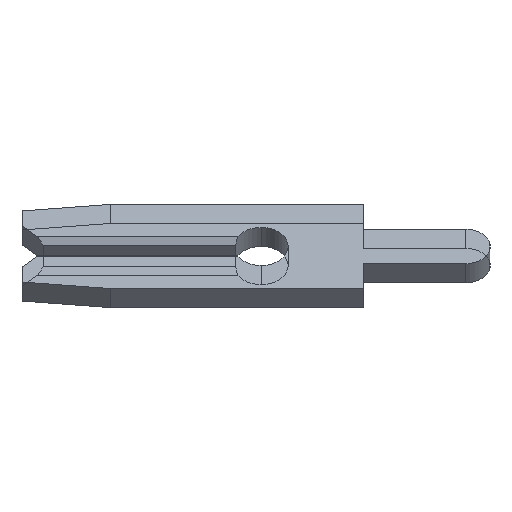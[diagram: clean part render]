
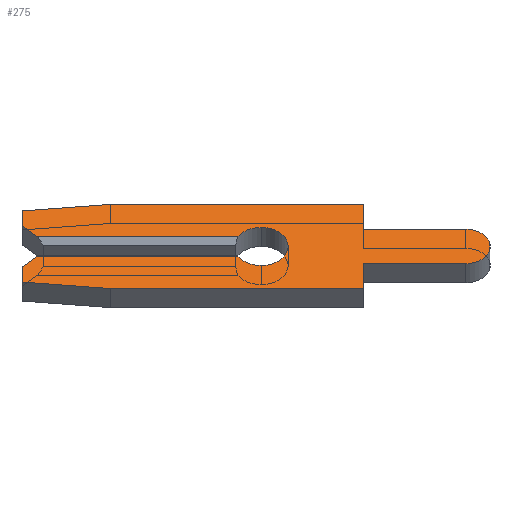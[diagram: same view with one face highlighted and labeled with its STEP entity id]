
A CAD part, left-side view. The second image highlights one B-rep face of the part: STEP entity #275.
In plain terms, the highlighted face is planar.
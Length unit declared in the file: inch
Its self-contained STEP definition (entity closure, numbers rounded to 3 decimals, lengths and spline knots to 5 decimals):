
#32 = LINE ( 'NONE', #1344, #561 ) ;
#60 = DIRECTION ( 'NONE',  ( 0., 1., 0. ) ) ;
#91 = VECTOR ( 'NONE', #2140, 39.37008 ) ;
#122 = ORIENTED_EDGE ( 'NONE', *, *, #1679, .F. ) ;
#131 = LINE ( 'NONE', #567, #1155 ) ;
#149 = CARTESIAN_POINT ( 'NONE',  ( -0.013, 0.216, 0.013 ) ) ;
#173 = DIRECTION ( 'NONE',  ( 0., -0.707, 0.707 ) ) ;
#182 = EDGE_CURVE ( 'NONE', #2032, #320, #131, .T. ) ;
#222 = LINE ( 'NONE', #1833, #2429 ) ;
#268 = ORIENTED_EDGE ( 'NONE', *, *, #2053, .F. ) ;
#275 = ADVANCED_FACE ( 'NONE', ( #2330 ), #2112, .F. ) ;
#305 = DIRECTION ( 'NONE',  ( 0., 0., -1. ) ) ;
#320 = VERTEX_POINT ( 'NONE', #865 ) ;
#370 = DIRECTION ( 'NONE',  ( 0., 0., -1. ) ) ;
#393 = VERTEX_POINT ( 'NONE', #625 ) ;
#406 = CARTESIAN_POINT ( 'NONE',  ( -0.013, -0.099, 0.0235 ) ) ;
#409 = DIRECTION ( 'NONE',  ( 1., 0., 0. ) ) ;
#440 = AXIS2_PLACEMENT_3D ( 'NONE', #1591, #1786, #2634 ) ;
#448 = DIRECTION ( 'NONE',  ( 0., 0., -1. ) ) ;
#468 = CARTESIAN_POINT ( 'NONE',  ( -0.013, 0.146, 0.0575 ) ) ;
#488 = EDGE_CURVE ( 'NONE', #2105, #2587, #32, .T. ) ;
#501 = EDGE_LOOP ( 'NONE', ( #1008, #896, #2588, #1378, #122, #2328, #1235, #603, #1118, #799, #2208, #2097, #887, #1714, #268, #2530, #2131, #2658 ) ) ;
#513 = VERTEX_POINT ( 'NONE', #1745 ) ;
#520 = DIRECTION ( 'NONE',  ( 0., 0.707, 0.707 ) ) ;
#533 = CARTESIAN_POINT ( 'NONE',  ( -0.013, 0.2105, 0.0075 ) ) ;
#539 = VERTEX_POINT ( 'NONE', #918 ) ;
#561 = VECTOR ( 'NONE', #1921, 39.37008 ) ;
#567 = CARTESIAN_POINT ( 'NONE',  ( -0.013, 0.2105, -0.0075 ) ) ;
#593 = VECTOR ( 'NONE', #1041, 39.37008 ) ;
#594 = EDGE_CURVE ( 'NONE', #2645, #393, #1318, .T. ) ;
#603 = ORIENTED_EDGE ( 'NONE', *, *, #2599, .F. ) ;
#625 = CARTESIAN_POINT ( 'NONE',  ( -0.013, -0.099, -0.0575 ) ) ;
#637 = VECTOR ( 'NONE', #60, 39.37008 ) ;
#640 = CARTESIAN_POINT ( 'NONE',  ( -0.013, 0.231, 0.013 ) ) ;
#647 = CARTESIAN_POINT ( 'NONE',  ( -0.013, 0.231, 0.04857 ) ) ;
#667 = CIRCLE ( 'NONE', #1140, 0.026 ) ;
#744 = VECTOR ( 'NONE', #448, 39.37008 ) ;
#769 = CARTESIAN_POINT ( 'NONE',  ( -0.013, 0.231, -0.04857 ) ) ;
#799 = ORIENTED_EDGE ( 'NONE', *, *, #594, .F. ) ;
#810 = LINE ( 'NONE', #1259, #2492 ) ;
#833 = EDGE_CURVE ( 'NONE', #393, #1687, #1083, .T. ) ;
#835 = CARTESIAN_POINT ( 'NONE',  ( -0.013, 0.146, 0.0575 ) ) ;
#865 = CARTESIAN_POINT ( 'NONE',  ( -0.013, 0.216, -0.013 ) ) ;
#878 = VECTOR ( 'NONE', #2640, 39.37008 ) ;
#882 = LINE ( 'NONE', #835, #593 ) ;
#887 = ORIENTED_EDGE ( 'NONE', *, *, #488, .F. ) ;
#896 = ORIENTED_EDGE ( 'NONE', *, *, #2311, .F. ) ;
#918 = CARTESIAN_POINT ( 'NONE',  ( -0.013, 0., 0.026 ) ) ;
#935 = AXIS2_PLACEMENT_3D ( 'NONE', #1172, #2017, #305 ) ;
#975 = LINE ( 'NONE', #640, #91 ) ;
#1008 = ORIENTED_EDGE ( 'NONE', *, *, #2183, .T. ) ;
#1013 = CARTESIAN_POINT ( 'NONE',  ( -0.013, 0., 0. ) ) ;
#1029 = DIRECTION ( 'NONE',  ( 0., -1., 0. ) ) ;
#1041 = DIRECTION ( 'NONE',  ( 0., -1., 0. ) ) ;
#1063 = EDGE_CURVE ( 'NONE', #1447, #2032, #1966, .T. ) ;
#1083 = LINE ( 'NONE', #1783, #637 ) ;
#1118 = ORIENTED_EDGE ( 'NONE', *, *, #833, .F. ) ;
#1140 = AXIS2_PLACEMENT_3D ( 'NONE', #2322, #1885, #2124 ) ;
#1141 = CARTESIAN_POINT ( 'NONE',  ( -0.013, 0.231, -0.04857 ) ) ;
#1155 = VECTOR ( 'NONE', #173, 39.37008 ) ;
#1172 = CARTESIAN_POINT ( 'NONE',  ( -0.013, 0., 0. ) ) ;
#1225 = CARTESIAN_POINT ( 'NONE',  ( -0.013, 0.02252, -0.013 ) ) ;
#1235 = ORIENTED_EDGE ( 'NONE', *, *, #1063, .F. ) ;
#1259 = CARTESIAN_POINT ( 'NONE',  ( -0.013, 0., -0.013 ) ) ;
#1272 = DIRECTION ( 'NONE',  ( 0., -0.995, 0.105 ) ) ;
#1318 = LINE ( 'NONE', #1530, #744 ) ;
#1344 = CARTESIAN_POINT ( 'NONE',  ( -0.013, -0.099, 0.0235 ) ) ;
#1366 = CARTESIAN_POINT ( 'NONE',  ( -0.013, -0.099, -0.0235 ) ) ;
#1370 = CARTESIAN_POINT ( 'NONE',  ( -0.013, 0.231, -0.028 ) ) ;
#1374 = VERTEX_POINT ( 'NONE', #2473 ) ;
#1378 = ORIENTED_EDGE ( 'NONE', *, *, #2113, .F. ) ;
#1423 = VERTEX_POINT ( 'NONE', #1428 ) ;
#1428 = CARTESIAN_POINT ( 'NONE',  ( -0.013, 0., -0.026 ) ) ;
#1435 = VERTEX_POINT ( 'NONE', #1225 ) ;
#1444 = CARTESIAN_POINT ( 'NONE',  ( -0.013, 0.231, -0.028 ) ) ;
#1445 = CIRCLE ( 'NONE', #1469, 0.026 ) ;
#1447 = VERTEX_POINT ( 'NONE', #769 ) ;
#1459 = DIRECTION ( 'NONE',  ( 0., 0., -1. ) ) ;
#1469 = AXIS2_PLACEMENT_3D ( 'NONE', #1013, #2278, #1459 ) ;
#1472 = DIRECTION ( 'NONE',  ( 0., 0., -1. ) ) ;
#1480 = CARTESIAN_POINT ( 'NONE',  ( -0.013, -0.099, 0.0575 ) ) ;
#1530 = CARTESIAN_POINT ( 'NONE',  ( -0.013, -0.099, -0.0575 ) ) ;
#1540 = LINE ( 'NONE', #533, #1924 ) ;
#1555 = EDGE_CURVE ( 'NONE', #1603, #1374, #1540, .T. ) ;
#1591 = CARTESIAN_POINT ( 'NONE',  ( -0.013, -0.1975, 0. ) ) ;
#1603 = VERTEX_POINT ( 'NONE', #149 ) ;
#1627 = VERTEX_POINT ( 'NONE', #1632 ) ;
#1632 = CARTESIAN_POINT ( 'NONE',  ( -0.013, 0.231, 0.04857 ) ) ;
#1637 = CIRCLE ( 'NONE', #440, 0.0235 ) ;
#1679 = EDGE_CURVE ( 'NONE', #320, #1435, #810, .T. ) ;
#1687 = VERTEX_POINT ( 'NONE', #2510 ) ;
#1714 = ORIENTED_EDGE ( 'NONE', *, *, #1914, .F. ) ;
#1745 = CARTESIAN_POINT ( 'NONE',  ( -0.013, -0.1975, -0.0235 ) ) ;
#1746 = EDGE_CURVE ( 'NONE', #1423, #539, #1445, .T. ) ;
#1762 = AXIS2_PLACEMENT_3D ( 'NONE', #2119, #409, #1472 ) ;
#1783 = CARTESIAN_POINT ( 'NONE',  ( -0.013, 0.146, -0.0575 ) ) ;
#1786 = DIRECTION ( 'NONE',  ( 1., 0., 0. ) ) ;
#1797 = VECTOR ( 'NONE', #1848, 39.37008 ) ;
#1828 = VECTOR ( 'NONE', #2438, 39.37008 ) ;
#1833 = CARTESIAN_POINT ( 'NONE',  ( -0.013, 0.231, 0.028 ) ) ;
#1848 = DIRECTION ( 'NONE',  ( 0., 1., 0. ) ) ;
#1861 = VECTOR ( 'NONE', #370, 39.37008 ) ;
#1885 = DIRECTION ( 'NONE',  ( -1., 0., 0. ) ) ;
#1886 = LINE ( 'NONE', #2607, #1797 ) ;
#1895 = EDGE_CURVE ( 'NONE', #1374, #1627, #222, .T. ) ;
#1914 = EDGE_CURVE ( 'NONE', #2680, #2105, #2055, .T. ) ;
#1921 = DIRECTION ( 'NONE',  ( 0., -1., 0. ) ) ;
#1924 = VECTOR ( 'NONE', #520, 39.37008 ) ;
#1966 = LINE ( 'NONE', #1370, #1828 ) ;
#2012 = EDGE_CURVE ( 'NONE', #513, #2645, #1886, .T. ) ;
#2017 = DIRECTION ( 'NONE',  ( -1., 0., 0. ) ) ;
#2032 = VERTEX_POINT ( 'NONE', #1444 ) ;
#2052 = CIRCLE ( 'NONE', #935, 0.026 ) ;
#2053 = EDGE_CURVE ( 'NONE', #2556, #2680, #882, .T. ) ;
#2055 = LINE ( 'NONE', #1480, #1861 ) ;
#2097 = ORIENTED_EDGE ( 'NONE', *, *, #2635, .F. ) ;
#2099 = LINE ( 'NONE', #647, #2166 ) ;
#2105 = VERTEX_POINT ( 'NONE', #406 ) ;
#2112 = PLANE ( 'NONE',  #1762 ) ;
#2113 = EDGE_CURVE ( 'NONE', #1435, #1423, #667, .T. ) ;
#2119 = CARTESIAN_POINT ( 'NONE',  ( -0.013, 0., 0. ) ) ;
#2124 = DIRECTION ( 'NONE',  ( 0., 0., -1. ) ) ;
#2131 = ORIENTED_EDGE ( 'NONE', *, *, #1895, .F. ) ;
#2140 = DIRECTION ( 'NONE',  ( 0., -1., 0. ) ) ;
#2166 = VECTOR ( 'NONE', #1272, 39.37008 ) ;
#2178 = CARTESIAN_POINT ( 'NONE',  ( -0.013, 0.02252, 0.013 ) ) ;
#2183 = EDGE_CURVE ( 'NONE', #1603, #2400, #975, .T. ) ;
#2188 = LINE ( 'NONE', #1141, #878 ) ;
#2208 = ORIENTED_EDGE ( 'NONE', *, *, #2012, .F. ) ;
#2212 = CARTESIAN_POINT ( 'NONE',  ( -0.013, -0.099, 0.0575 ) ) ;
#2278 = DIRECTION ( 'NONE',  ( -1., 0., 0. ) ) ;
#2311 = EDGE_CURVE ( 'NONE', #539, #2400, #2052, .T. ) ;
#2322 = CARTESIAN_POINT ( 'NONE',  ( -0.013, 0., 0. ) ) ;
#2328 = ORIENTED_EDGE ( 'NONE', *, *, #182, .F. ) ;
#2330 = FACE_OUTER_BOUND ( 'NONE', #501, .T. ) ;
#2331 = EDGE_CURVE ( 'NONE', #1627, #2556, #2099, .T. ) ;
#2400 = VERTEX_POINT ( 'NONE', #2178 ) ;
#2407 = CARTESIAN_POINT ( 'NONE',  ( -0.013, -0.1975, 0.0235 ) ) ;
#2429 = VECTOR ( 'NONE', #2499, 39.37008 ) ;
#2438 = DIRECTION ( 'NONE',  ( 0., 0., 1. ) ) ;
#2473 = CARTESIAN_POINT ( 'NONE',  ( -0.013, 0.231, 0.028 ) ) ;
#2492 = VECTOR ( 'NONE', #1029, 39.37008 ) ;
#2499 = DIRECTION ( 'NONE',  ( 0., 0., 1. ) ) ;
#2510 = CARTESIAN_POINT ( 'NONE',  ( -0.013, 0.146, -0.0575 ) ) ;
#2530 = ORIENTED_EDGE ( 'NONE', *, *, #2331, .F. ) ;
#2556 = VERTEX_POINT ( 'NONE', #468 ) ;
#2587 = VERTEX_POINT ( 'NONE', #2407 ) ;
#2588 = ORIENTED_EDGE ( 'NONE', *, *, #1746, .F. ) ;
#2599 = EDGE_CURVE ( 'NONE', #1687, #1447, #2188, .T. ) ;
#2607 = CARTESIAN_POINT ( 'NONE',  ( -0.013, -0.099, -0.0235 ) ) ;
#2634 = DIRECTION ( 'NONE',  ( 0., 0., 1. ) ) ;
#2635 = EDGE_CURVE ( 'NONE', #2587, #513, #1637, .T. ) ;
#2640 = DIRECTION ( 'NONE',  ( 0., 0.995, 0.105 ) ) ;
#2645 = VERTEX_POINT ( 'NONE', #1366 ) ;
#2658 = ORIENTED_EDGE ( 'NONE', *, *, #1555, .F. ) ;
#2680 = VERTEX_POINT ( 'NONE', #2212 ) ;
